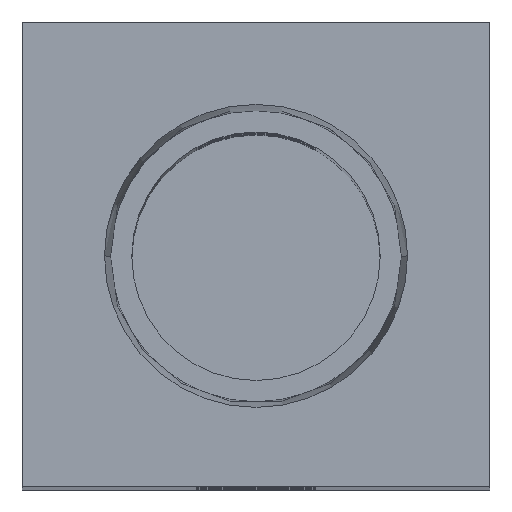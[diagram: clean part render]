
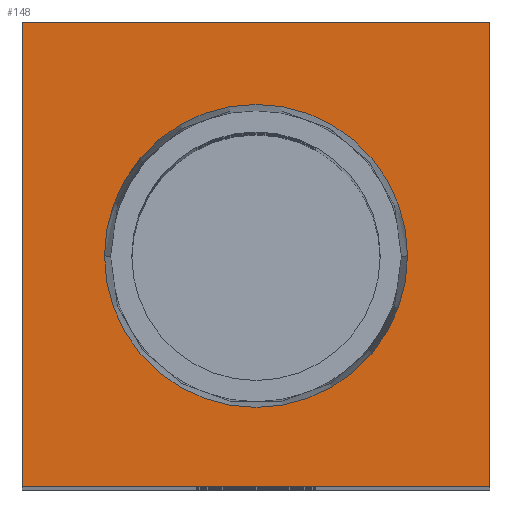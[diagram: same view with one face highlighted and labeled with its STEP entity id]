
A CAD part, top view. The second image highlights one B-rep face of the part: STEP entity #148.
In plain terms, the highlighted planar face has unit normal (0, 0, 1).
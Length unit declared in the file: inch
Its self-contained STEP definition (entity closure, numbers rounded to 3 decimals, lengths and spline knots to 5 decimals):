
#22 = LINE ( 'NONE', #1471, #1113 ) ;
#23 = AXIS2_PLACEMENT_3D ( 'NONE', #1398, #1177, #616 ) ;
#54 = FACE_OUTER_BOUND ( 'NONE', #100, .T. ) ;
#100 = EDGE_LOOP ( 'NONE', ( #529, #1300, #389, #125 ) ) ;
#125 = ORIENTED_EDGE ( 'NONE', *, *, #1369, .T. ) ;
#148 = ADVANCED_FACE ( 'NONE', ( #820, #54 ), #638, .T. ) ;
#215 = VECTOR ( 'NONE', #960, 39.37008 ) ;
#335 = VERTEX_POINT ( 'NONE', #825 ) ;
#345 = LINE ( 'NONE', #360, #215 ) ;
#360 = CARTESIAN_POINT ( 'NONE',  ( -0.3125, -0.31, 1.5 ) ) ;
#367 = VERTEX_POINT ( 'NONE', #1271 ) ;
#389 = ORIENTED_EDGE ( 'NONE', *, *, #1233, .T. ) ;
#397 = DIRECTION ( 'NONE',  ( 1., 0., 0. ) ) ;
#442 = CARTESIAN_POINT ( 'NONE',  ( 0.20242, -0.0025, 1.5 ) ) ;
#482 = CIRCLE ( 'NONE', #1443, 0.20242 ) ;
#508 = ORIENTED_EDGE ( 'NONE', *, *, #1442, .F. ) ;
#529 = ORIENTED_EDGE ( 'NONE', *, *, #1455, .T. ) ;
#592 = CARTESIAN_POINT ( 'NONE',  ( 0.3125, 0.31, 1.5 ) ) ;
#611 = CARTESIAN_POINT ( 'NONE',  ( 0.3125, 0.31, 1.5 ) ) ;
#616 = DIRECTION ( 'NONE',  ( 1., 0., 0. ) ) ;
#638 = PLANE ( 'NONE',  #23 ) ;
#678 = EDGE_LOOP ( 'NONE', ( #1311, #508 ) ) ;
#705 = VECTOR ( 'NONE', #846, 39.37008 ) ;
#708 = VERTEX_POINT ( 'NONE', #1347 ) ;
#709 = CARTESIAN_POINT ( 'NONE',  ( 0.3125, -0.31, 1.5 ) ) ;
#735 = CIRCLE ( 'NONE', #1030, 0.20242 ) ;
#741 = LINE ( 'NONE', #709, #801 ) ;
#798 = EDGE_CURVE ( 'NONE', #863, #335, #735, .T. ) ;
#801 = VECTOR ( 'NONE', #1292, 39.37008 ) ;
#820 = FACE_BOUND ( 'NONE', #678, .T. ) ;
#825 = CARTESIAN_POINT ( 'NONE',  ( -0.20242, -0.0025, 1.5 ) ) ;
#839 = LINE ( 'NONE', #611, #705 ) ;
#846 = DIRECTION ( 'NONE',  ( -1., 0., 0. ) ) ;
#853 = EDGE_CURVE ( 'NONE', #367, #708, #22, .T. ) ;
#863 = VERTEX_POINT ( 'NONE', #442 ) ;
#960 = DIRECTION ( 'NONE',  ( 0., -1., 0. ) ) ;
#977 = CARTESIAN_POINT ( 'NONE',  ( 0., -0.0025, 1.5 ) ) ;
#1020 = DIRECTION ( 'NONE',  ( 1., 0., 0. ) ) ;
#1030 = AXIS2_PLACEMENT_3D ( 'NONE', #1461, #1475, #397 ) ;
#1099 = CARTESIAN_POINT ( 'NONE',  ( -0.3125, 0.31, 1.5 ) ) ;
#1113 = VECTOR ( 'NONE', #1020, 39.37008 ) ;
#1177 = DIRECTION ( 'NONE',  ( 0., 0., 1. ) ) ;
#1233 = EDGE_CURVE ( 'NONE', #708, #1446, #741, .T. ) ;
#1246 = VERTEX_POINT ( 'NONE', #1099 ) ;
#1271 = CARTESIAN_POINT ( 'NONE',  ( -0.3125, -0.31, 1.5 ) ) ;
#1292 = DIRECTION ( 'NONE',  ( 0., 1., 0. ) ) ;
#1300 = ORIENTED_EDGE ( 'NONE', *, *, #853, .T. ) ;
#1311 = ORIENTED_EDGE ( 'NONE', *, *, #798, .F. ) ;
#1347 = CARTESIAN_POINT ( 'NONE',  ( 0.3125, -0.31, 1.5 ) ) ;
#1369 = EDGE_CURVE ( 'NONE', #1446, #1246, #839, .T. ) ;
#1398 = CARTESIAN_POINT ( 'NONE',  ( 0., 0., 1.5 ) ) ;
#1399 = DIRECTION ( 'NONE',  ( 0., 0., 1. ) ) ;
#1408 = DIRECTION ( 'NONE',  ( 1., 0., 0. ) ) ;
#1442 = EDGE_CURVE ( 'NONE', #335, #863, #482, .T. ) ;
#1443 = AXIS2_PLACEMENT_3D ( 'NONE', #977, #1399, #1408 ) ;
#1446 = VERTEX_POINT ( 'NONE', #592 ) ;
#1455 = EDGE_CURVE ( 'NONE', #1246, #367, #345, .T. ) ;
#1461 = CARTESIAN_POINT ( 'NONE',  ( 0., -0.0025, 1.5 ) ) ;
#1471 = CARTESIAN_POINT ( 'NONE',  ( 0.3125, -0.31, 1.5 ) ) ;
#1475 = DIRECTION ( 'NONE',  ( 0., 0., 1. ) ) ;
